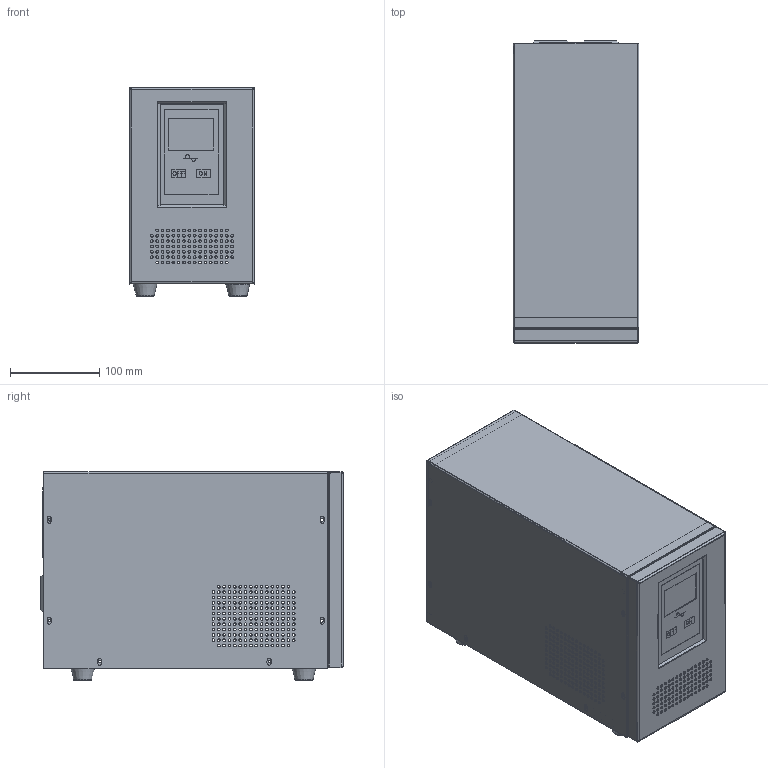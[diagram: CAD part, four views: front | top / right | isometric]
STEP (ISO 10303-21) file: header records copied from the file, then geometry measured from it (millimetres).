
FILE_DESCRIPTION(/* description */ (''),/* implementation_level */ '2;1');
FILE_NAME(/* name */ 'NB0.2~1KV三维图-202508.stp',/* time_stamp */ '2025-08-12T13:45:22+08:00',/* author */ (''),/* organization */ (''),/* preprocessor_version */ 'ST-DEVELOPER v20',/* originating_system */ 'SIEMENS PLM Software NX2312.1700',/* authorisation */ '');
FILE_SCHEMA (('AUTOMOTIVE_DESIGN { 1 0 10303 214 3 1 1 1 }'));
Products named in the file (9): NB显示板; NB0.2~1K盖子; NB-0.2~1K面板; NB-0.2~1K底板; NCR-2k橡皮脚138999_stp; DHAZL8025H12B+DHAZL8025H24B_stp; 80风机罩; 多功能插座; NB0.2~1K总装
Assembly tree (12 placements, depth 2):
  NB0.2~1K总装
    多功能插座  x2
    80风机罩
    DHAZL8025H12B+DHAZL8025H24B_stp
    NCR-2k橡皮脚138999_stp  x4
    NB-0.2~1K底板
    NB-0.2~1K面板
    NB0.2~1K盖子
    NB显示板
Bounding box: 141 x 339 x 234 mm (x, y, z)
Volume: 381005 mm3; surface area: 690791.9 mm2
Topology: 27 solids, 27 shells, 1612 faces, 4587 edges, 3059 vertices
Faces by surface type: cylinder 803, plane 607, bspline 59, extrusion 53, cone 47, torus 39, sphere 4
Full cylindrical faces by diameter (mm): 1 x4, 3 x492, 3.6 x15, 3.9 x2, 4 x2, 4.422 x8, 4.5 x4, 4.569 x4, 5 x4, 6.633 x1, 6.985 x1, 8.06 x1, 8.241 x1, 9.882 x4, 11.256 x1, 12 x1
Entity records: 62558 total; most frequent: CARTESIAN_POINT 14877, DIRECTION 7986, ORIENTED_EDGE 7294, EDGE_CURVE 3647, AXIS2_PLACEMENT_3D 3269, EDGE_LOOP 3267, VERTEX_POINT 2802, FACE_BOUND 2408
